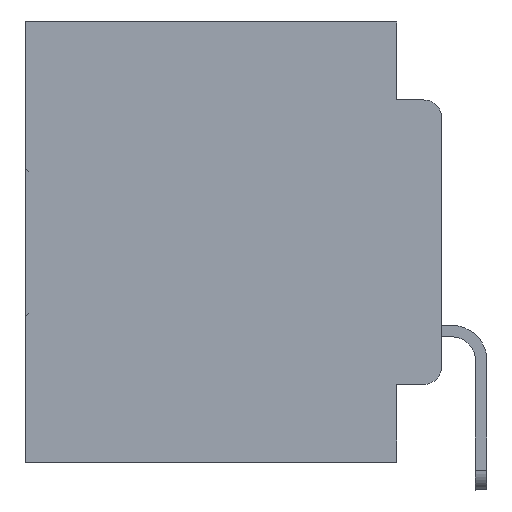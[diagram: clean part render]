
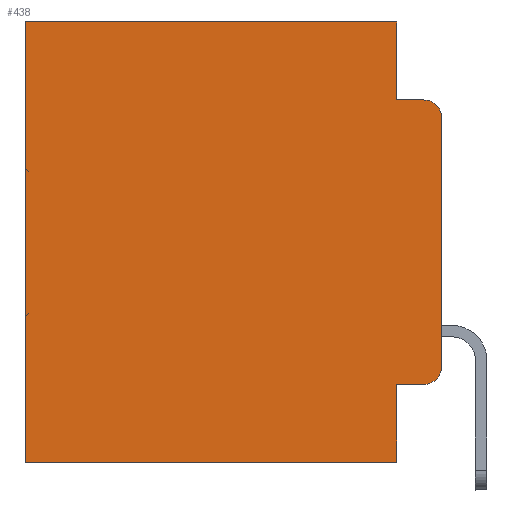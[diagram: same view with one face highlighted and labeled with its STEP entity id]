
A CAD part, left-side view. The second image highlights one B-rep face of the part: STEP entity #438.
In plain terms, the highlighted planar face has unit normal (-1, 0, 0).
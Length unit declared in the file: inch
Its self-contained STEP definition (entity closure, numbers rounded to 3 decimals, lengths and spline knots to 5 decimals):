
#6 = VERTEX_POINT ( 'NONE', #22279 ) ;
#30 = EDGE_CURVE ( 'NONE', #17756, #3761, #26495, .T. ) ;
#438 = ADVANCED_FACE ( 'NONE', ( #16996 ), #14382, .F. ) ;
#553 = CARTESIAN_POINT ( 'NONE',  ( 0.298, 0.02, -0.1085 ) ) ;
#1177 = LINE ( 'NONE', #18759, #32043 ) ;
#1209 = AXIS2_PLACEMENT_3D ( 'NONE', #553, #30172, #25293 ) ;
#1431 = ORIENTED_EDGE ( 'NONE', *, *, #31197, .F. ) ;
#2079 = VECTOR ( 'NONE', #7272, 39.37008 ) ;
#2501 = CARTESIAN_POINT ( 'NONE',  ( 0.298, 0.473, -0.5 ) ) ;
#2582 = ORIENTED_EDGE ( 'NONE', *, *, #10716, .T. ) ;
#3761 = VERTEX_POINT ( 'NONE', #2501 ) ;
#4179 = DIRECTION ( 'NONE',  ( 0., -1., 0. ) ) ;
#4337 = CARTESIAN_POINT ( 'NONE',  ( 0.298, 0., -0.5 ) ) ;
#4430 = DIRECTION ( 'NONE',  ( 0., 0., -1. ) ) ;
#4473 = CARTESIAN_POINT ( 'NONE',  ( 0.298, 0.051, -0.0885 ) ) ;
#4566 = CARTESIAN_POINT ( 'NONE',  ( 0.298, 0.02, -0.4115 ) ) ;
#4647 = CARTESIAN_POINT ( 'NONE',  ( 0.298, 0., -0.1085 ) ) ;
#4777 = DIRECTION ( 'NONE',  ( 0., 0., -1. ) ) ;
#5371 = DIRECTION ( 'NONE',  ( 0., 0., -1. ) ) ;
#5497 = ORIENTED_EDGE ( 'NONE', *, *, #29449, .F. ) ;
#5876 = ORIENTED_EDGE ( 'NONE', *, *, #16756, .F. ) ;
#5990 = LINE ( 'NONE', #16407, #30684 ) ;
#6360 = DIRECTION ( 'NONE',  ( 0., 1., 0. ) ) ;
#6535 = CARTESIAN_POINT ( 'NONE',  ( 0.298, 0.051, -0.5 ) ) ;
#6749 = CARTESIAN_POINT ( 'NONE',  ( 0.298, 0.02, -0.0885 ) ) ;
#7272 = DIRECTION ( 'NONE',  ( 0., 1., 0. ) ) ;
#7636 = CARTESIAN_POINT ( 'NONE',  ( 0.298, 0.473, 0. ) ) ;
#7787 = CARTESIAN_POINT ( 'NONE',  ( 0.298, 0.051, 0. ) ) ;
#7941 = LINE ( 'NONE', #7787, #16128 ) ;
#8584 = CARTESIAN_POINT ( 'NONE',  ( 0.298, 0.051, 0. ) ) ;
#9253 = VERTEX_POINT ( 'NONE', #8584 ) ;
#9451 = ORIENTED_EDGE ( 'NONE', *, *, #16314, .T. ) ;
#10251 = VERTEX_POINT ( 'NONE', #6749 ) ;
#10649 = DIRECTION ( 'NONE',  ( -1., 0., 0. ) ) ;
#10716 = EDGE_CURVE ( 'NONE', #29743, #3761, #28693, .T. ) ;
#10763 = CARTESIAN_POINT ( 'NONE',  ( 0.298, 0.051, -0.4115 ) ) ;
#11179 = LINE ( 'NONE', #16696, #22758 ) ;
#11372 = VECTOR ( 'NONE', #5371, 39.37008 ) ;
#11781 = AXIS2_PLACEMENT_3D ( 'NONE', #18129, #10649, #17658 ) ;
#13471 = EDGE_CURVE ( 'NONE', #27232, #10251, #21509, .T. ) ;
#13901 = VECTOR ( 'NONE', #4179, 39.37008 ) ;
#14382 = PLANE ( 'NONE',  #22953 ) ;
#16128 = VECTOR ( 'NONE', #27812, 39.37008 ) ;
#16314 = EDGE_CURVE ( 'NONE', #9253, #29743, #1177, .T. ) ;
#16407 = CARTESIAN_POINT ( 'NONE',  ( 0.298, 0.051, 0. ) ) ;
#16696 = CARTESIAN_POINT ( 'NONE',  ( 0.298, 0.051, -0.0885 ) ) ;
#16756 = EDGE_CURVE ( 'NONE', #18331, #10251, #11179, .T. ) ;
#16916 = ORIENTED_EDGE ( 'NONE', *, *, #30, .F. ) ;
#16996 = FACE_OUTER_BOUND ( 'NONE', #21912, .T. ) ;
#17438 = CARTESIAN_POINT ( 'NONE',  ( 0.298, 0., 0. ) ) ;
#17658 = DIRECTION ( 'NONE',  ( 0., 0., -1. ) ) ;
#17756 = VERTEX_POINT ( 'NONE', #6535 ) ;
#18129 = CARTESIAN_POINT ( 'NONE',  ( 0.298, 0.02, -0.3915 ) ) ;
#18331 = VERTEX_POINT ( 'NONE', #4473 ) ;
#18483 = EDGE_CURVE ( 'NONE', #25739, #25282, #30526, .T. ) ;
#18759 = CARTESIAN_POINT ( 'NONE',  ( 0.298, 0., 0. ) ) ;
#18982 = EDGE_CURVE ( 'NONE', #6, #25739, #30780, .T. ) ;
#21013 = ORIENTED_EDGE ( 'NONE', *, *, #18483, .T. ) ;
#21509 = CIRCLE ( 'NONE', #1209, 0.02 ) ;
#21788 = DIRECTION ( 'NONE',  ( 0., -1., 0. ) ) ;
#21912 = EDGE_LOOP ( 'NONE', ( #5497, #30358, #5876, #1431, #9451, #2582, #16916, #22004, #30614, #21013 ) ) ;
#22004 = ORIENTED_EDGE ( 'NONE', *, *, #30877, .F. ) ;
#22279 = CARTESIAN_POINT ( 'NONE',  ( 0.298, 0.051, -0.4115 ) ) ;
#22758 = VECTOR ( 'NONE', #21788, 39.37008 ) ;
#22927 = CARTESIAN_POINT ( 'NONE',  ( 0.298, 0., -0.3915 ) ) ;
#22953 = AXIS2_PLACEMENT_3D ( 'NONE', #26939, #29371, #4777 ) ;
#24463 = CARTESIAN_POINT ( 'NONE',  ( 0.298, 0.473, 0. ) ) ;
#25282 = VERTEX_POINT ( 'NONE', #22927 ) ;
#25293 = DIRECTION ( 'NONE',  ( 0., 0., -1. ) ) ;
#25739 = VERTEX_POINT ( 'NONE', #4566 ) ;
#26200 = DIRECTION ( 'NONE',  ( 0., 0., -1. ) ) ;
#26495 = LINE ( 'NONE', #4337, #2079 ) ;
#26939 = CARTESIAN_POINT ( 'NONE',  ( 0.298, 0., 0. ) ) ;
#27232 = VERTEX_POINT ( 'NONE', #4647 ) ;
#27812 = DIRECTION ( 'NONE',  ( 0., 0., -1. ) ) ;
#28693 = LINE ( 'NONE', #24463, #31108 ) ;
#29371 = DIRECTION ( 'NONE',  ( 1., 0., 0. ) ) ;
#29449 = EDGE_CURVE ( 'NONE', #27232, #25282, #30146, .T. ) ;
#29743 = VERTEX_POINT ( 'NONE', #7636 ) ;
#30146 = LINE ( 'NONE', #17438, #11372 ) ;
#30172 = DIRECTION ( 'NONE',  ( -1., 0., 0. ) ) ;
#30358 = ORIENTED_EDGE ( 'NONE', *, *, #13471, .T. ) ;
#30526 = CIRCLE ( 'NONE', #11781, 0.02 ) ;
#30614 = ORIENTED_EDGE ( 'NONE', *, *, #18982, .T. ) ;
#30684 = VECTOR ( 'NONE', #26200, 39.37008 ) ;
#30780 = LINE ( 'NONE', #10763, #13901 ) ;
#30877 = EDGE_CURVE ( 'NONE', #6, #17756, #5990, .T. ) ;
#31108 = VECTOR ( 'NONE', #4430, 39.37008 ) ;
#31197 = EDGE_CURVE ( 'NONE', #9253, #18331, #7941, .T. ) ;
#32043 = VECTOR ( 'NONE', #6360, 39.37008 ) ;
